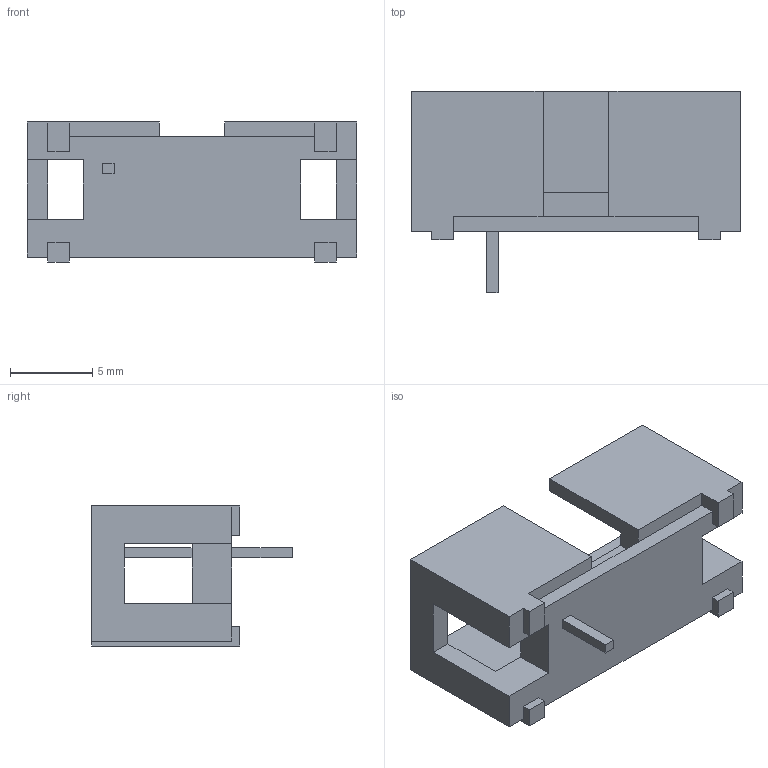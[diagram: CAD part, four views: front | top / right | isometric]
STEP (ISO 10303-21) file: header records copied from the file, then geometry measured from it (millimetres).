
FILE_DESCRIPTION (( 'STEP AP203' ), '1' );
FILE_NAME ('XG4C_1031.step', '2011-02-19T19:47:24', ( 'OSMC1.0 ' ), ( ' ' ), 'SwSTEP 2.0', 'SolidWorks 2002025', '' );
FILE_SCHEMA (( 'CONFIG_CONTROL_DESIGN' ));
Length unit declared in the file: millimetre
Products named in the file (1): XG4C_1031
Bounding box: 20 x 12.2 x 8.5 mm (x, y, z)
Volume: 584.4 mm3; surface area: 1073.1 mm2
Topology: 1 solids, 1 shells, 58 faces, 172 edges, 114 vertices
Faces by surface type: plane 58
Entity records: 1985 total; most frequent: CARTESIAN_POINT 345, ORIENTED_EDGE 344, DIRECTION 290, EDGE_CURVE 172, LINE 172, VECTOR 172, VERTEX_POINT 114, EDGE_LOOP 60
